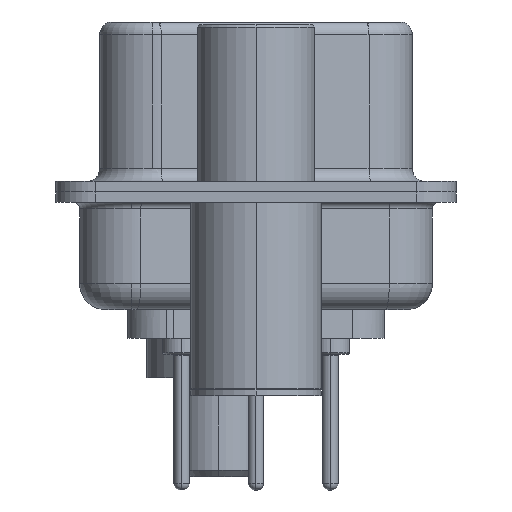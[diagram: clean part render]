
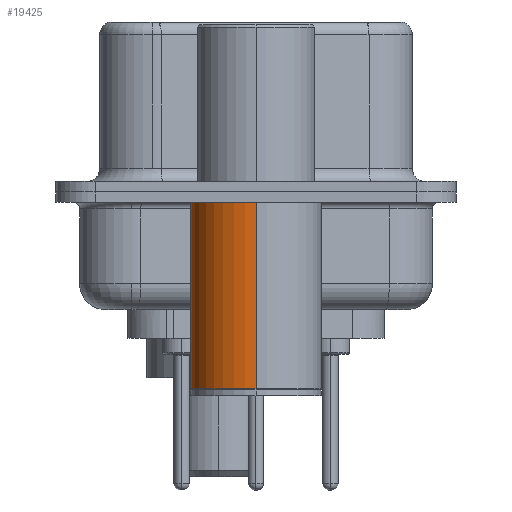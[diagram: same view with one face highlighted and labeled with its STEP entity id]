
A CAD part, left-side view. The second image highlights one B-rep face of the part: STEP entity #19425.
In plain terms, the highlighted cylindrical face has radius 2.5 mm (diameter 5 mm), a partial arc.
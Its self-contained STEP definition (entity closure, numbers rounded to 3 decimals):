
#24 = CIRCLE ( 'NONE', #1546, 2.5 ) ;
#976 = DIRECTION ( 'NONE',  ( 1., 0., 0. ) ) ;
#1546 = AXIS2_PLACEMENT_3D ( 'NONE', #28925, #14941, #976 ) ;
#1719 = CARTESIAN_POINT ( 'NONE',  ( 2.5, 0., -0.4 ) ) ;
#3566 = CARTESIAN_POINT ( 'NONE',  ( 0., 0., 0.581 ) ) ;
#4346 = VERTEX_POINT ( 'NONE', #26525 ) ;
#4591 = ORIENTED_EDGE ( 'NONE', *, *, #26523, .F. ) ;
#5716 = DIRECTION ( 'NONE',  ( 1., 0., 0. ) ) ;
#6686 = VERTEX_POINT ( 'NONE', #7606 ) ;
#7606 = CARTESIAN_POINT ( 'NONE',  ( -2.5, 0., -7.525 ) ) ;
#7703 = ORIENTED_EDGE ( 'NONE', *, *, #21528, .F. ) ;
#8578 = DIRECTION ( 'NONE',  ( 0., 0., 1. ) ) ;
#10145 = DIRECTION ( 'NONE',  ( 0., 0., 1. ) ) ;
#10275 = FACE_OUTER_BOUND ( 'NONE', #14362, .T. ) ;
#10581 = ORIENTED_EDGE ( 'NONE', *, *, #13423, .T. ) ;
#12558 = LINE ( 'NONE', #22536, #24247 ) ;
#12845 = CARTESIAN_POINT ( 'NONE',  ( -2.5, 0., -0.4 ) ) ;
#12858 = AXIS2_PLACEMENT_3D ( 'NONE', #24115, #10145, #26462 ) ;
#13423 = EDGE_CURVE ( 'NONE', #4346, #6686, #24, .T. ) ;
#13500 = VERTEX_POINT ( 'NONE', #1719 ) ;
#14362 = EDGE_LOOP ( 'NONE', ( #10581, #29292, #7703, #4591 ) ) ;
#14781 = LINE ( 'NONE', #28131, #25748 ) ;
#14941 = DIRECTION ( 'NONE',  ( 0., 0., 1. ) ) ;
#16849 = CIRCLE ( 'NONE', #12858, 2.5 ) ;
#17469 = DIRECTION ( 'NONE',  ( 0., 0., 1. ) ) ;
#17711 = EDGE_CURVE ( 'NONE', #6686, #27534, #12558, .T. ) ;
#19425 = ADVANCED_FACE ( 'NONE', ( #10275 ), #21963, .T. ) ;
#21528 = EDGE_CURVE ( 'NONE', #13500, #27534, #16849, .T. ) ;
#21963 = CYLINDRICAL_SURFACE ( 'NONE', #26118, 2.5 ) ;
#22536 = CARTESIAN_POINT ( 'NONE',  ( -2.5, 0., 0.581 ) ) ;
#24115 = CARTESIAN_POINT ( 'NONE',  ( 0., 0., -0.4 ) ) ;
#24247 = VECTOR ( 'NONE', #8578, 1000. ) ;
#25748 = VECTOR ( 'NONE', #25798, 1000. ) ;
#25798 = DIRECTION ( 'NONE',  ( 0., 0., 1. ) ) ;
#26118 = AXIS2_PLACEMENT_3D ( 'NONE', #3566, #17469, #5716 ) ;
#26462 = DIRECTION ( 'NONE',  ( 1., 0., 0. ) ) ;
#26523 = EDGE_CURVE ( 'NONE', #4346, #13500, #14781, .T. ) ;
#26525 = CARTESIAN_POINT ( 'NONE',  ( 2.5, 0., -7.525 ) ) ;
#27534 = VERTEX_POINT ( 'NONE', #12845 ) ;
#28131 = CARTESIAN_POINT ( 'NONE',  ( 2.5, 0., 0.581 ) ) ;
#28925 = CARTESIAN_POINT ( 'NONE',  ( 0., 0., -7.525 ) ) ;
#29292 = ORIENTED_EDGE ( 'NONE', *, *, #17711, .T. ) ;
